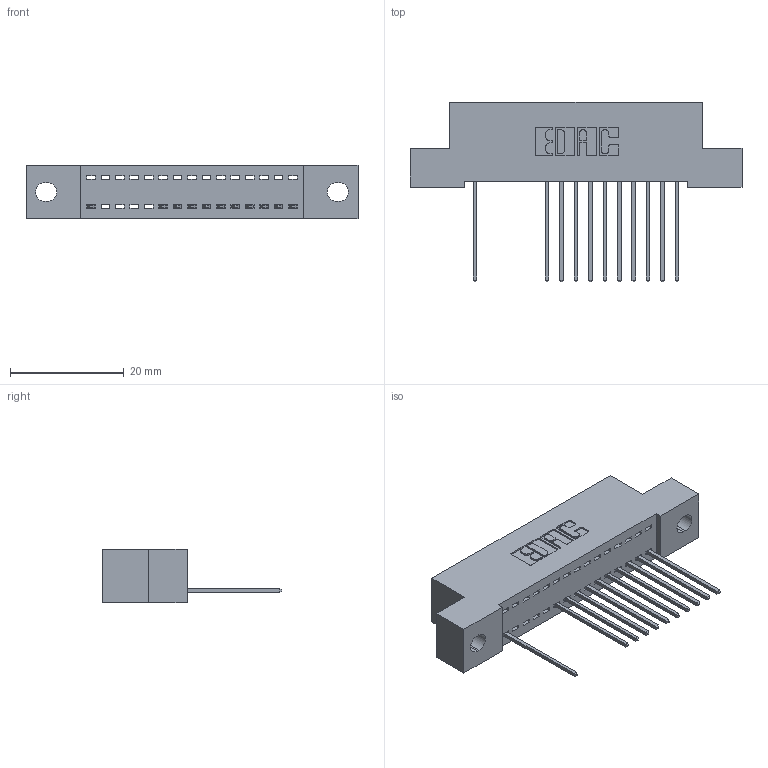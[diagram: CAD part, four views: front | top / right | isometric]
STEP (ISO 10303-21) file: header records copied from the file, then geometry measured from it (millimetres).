
FILE_DESCRIPTION (( 'STEP AP203' ), '1' );
FILE_NAME ('392-015-542-102.STEP', '2018-08-15T01:04:50', ( '' ), ( '' ), 'SwSTEP 2.0', 'SolidWorks 2016', '' );
FILE_SCHEMA (( 'CONFIG_CONTROL_DESIGN' ));
Length unit declared in the file: inch
Products named in the file (3): 342 Part_.128 Slot; 345-292-001_345-293-142; 392-015-542-102
Assembly tree (12 placements, depth 2):
  392-015-542-102
    342 Part_.128 Slot
    345-292-001_345-293-142  x11
Bounding box: 58.42 x 31.63 x 9.4 mm (x, y, z)
Volume: 4949.4 mm3; surface area: 6435.7 mm2
Topology: 12 solids, 12 shells, 800 faces, 2415 edges, 1594 vertices
Faces by surface type: plane 580, cylinder 220
Entity records: 12555 total; most frequent: CARTESIAN_POINT 2195, ORIENTED_EDGE 2150, DIRECTION 1901, EDGE_CURVE 1075, VECTOR 947, LINE 947, VERTEX_POINT 714, AXIS2_PLACEMENT_3D 477
